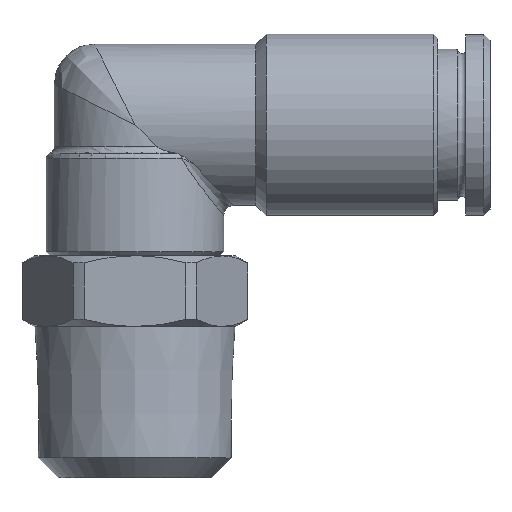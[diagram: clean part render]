
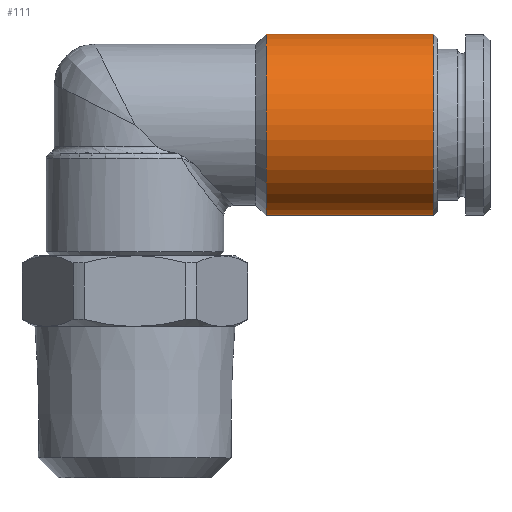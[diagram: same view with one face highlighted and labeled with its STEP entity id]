
A CAD part, top view. The second image highlights one B-rep face of the part: STEP entity #111.
In plain terms, the highlighted cylindrical face has radius 4.499 mm (diameter 8.998 mm), a full revolution.
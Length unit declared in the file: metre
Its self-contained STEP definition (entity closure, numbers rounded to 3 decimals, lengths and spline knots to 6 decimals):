
#111 = ADVANCED_FACE( 'NONE', ( #265, #266 ), #267, .T. );
#265 = FACE_OUTER_BOUND( '', #613, .T. );
#266 = FACE_OUTER_BOUND( '', #614, .T. );
#267 = CYLINDRICAL_SURFACE( '', #615, 0.004499 );
#613 = EDGE_LOOP( '', ( #996 ) );
#614 = EDGE_LOOP( '', ( #997 ) );
#615 = AXIS2_PLACEMENT_3D( '', #998, #999, #1000 );
#996 = ORIENTED_EDGE( '', *, *, #1418, .T. );
#997 = ORIENTED_EDGE( '', *, *, #1402, .T. );
#998 = CARTESIAN_POINT( '', ( 0., 0., 0. ) );
#999 = DIRECTION( '', ( 1., 0., 0. ) );
#1000 = DIRECTION( '', ( 0., -1., 0. ) );
#1402 = EDGE_CURVE( 'NONE', #1609, #1609, #1610, .T. );
#1418 = EDGE_CURVE( 'NONE', #1634, #1634, #1635, .T. );
#1609 = VERTEX_POINT( '', #2052 );
#1610 = CIRCLE( '', #2053, 0.004499 );
#1634 = VERTEX_POINT( '', #2091 );
#1635 = CIRCLE( '', #2092, 0.004499 );
#2052 = CARTESIAN_POINT( '', ( 0.0148, -0.004499, 0. ) );
#2053 = AXIS2_PLACEMENT_3D( '', #2438, #2439, #2440 );
#2091 = CARTESIAN_POINT( '', ( 0.006499, 0., -0.004499 ) );
#2092 = AXIS2_PLACEMENT_3D( '', #2458, #2459, #2460 );
#2438 = CARTESIAN_POINT( '', ( 0.0148, 0., 0. ) );
#2439 = DIRECTION( '', ( -1., 0., 0. ) );
#2440 = DIRECTION( '', ( 0., -1., 0. ) );
#2458 = CARTESIAN_POINT( '', ( 0.006499, 0., 0. ) );
#2459 = DIRECTION( '', ( 1., 0., 0. ) );
#2460 = DIRECTION( '', ( 0., 0., -1. ) );
